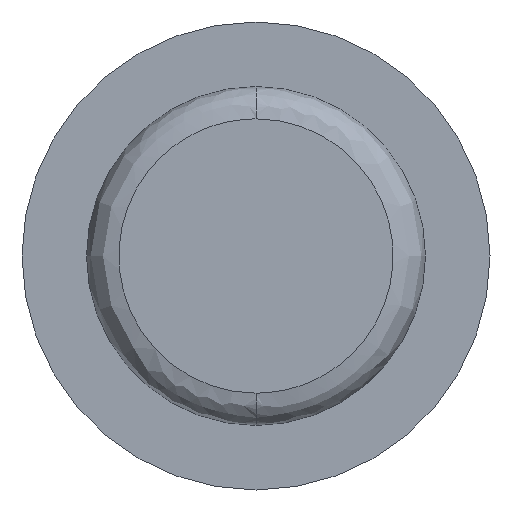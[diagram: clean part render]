
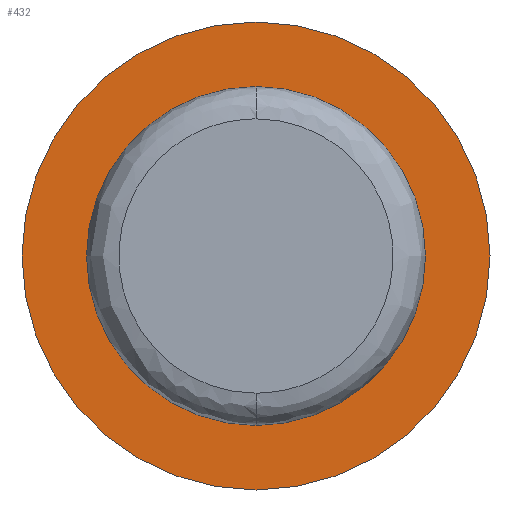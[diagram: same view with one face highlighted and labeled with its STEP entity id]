
A CAD part, front view. The second image highlights one B-rep face of the part: STEP entity #432.
In plain terms, the highlighted planar face has unit normal (0, -1, 0).
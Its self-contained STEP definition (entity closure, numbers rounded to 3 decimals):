
#7 = AXIS2_PLACEMENT_3D ( 'NONE', #66, #107, #396 ) ;
#48 = ORIENTED_EDGE ( 'NONE', *, *, #540, .F. ) ;
#51 = CARTESIAN_POINT ( 'NONE',  ( -7.25, 0., 0. ) ) ;
#64 = CARTESIAN_POINT ( 'NONE',  ( 0., 0., 0. ) ) ;
#66 = CARTESIAN_POINT ( 'NONE',  ( 0., 0., 0. ) ) ;
#73 = EDGE_CURVE ( 'NONE', #521, #382, #614, .T. ) ;
#79 = AXIS2_PLACEMENT_3D ( 'NONE', #64, #297, #216 ) ;
#87 = DIRECTION ( 'NONE',  ( 0., 1., 0. ) ) ;
#88 = CIRCLE ( 'NONE', #79, 8.994 ) ;
#93 = CARTESIAN_POINT ( 'NONE',  ( 0., 0., -14.5 ) ) ;
#107 = DIRECTION ( 'NONE',  ( 0., -1., 0. ) ) ;
#132 = AXIS2_PLACEMENT_3D ( 'NONE', #51, #393, #536 ) ;
#162 = AXIS2_PLACEMENT_3D ( 'NONE', #517, #87, #421 ) ;
#165 = CIRCLE ( 'NONE', #430, 14.5 ) ;
#198 = PLANE ( 'NONE',  #132 ) ;
#210 = FACE_OUTER_BOUND ( 'NONE', #426, .T. ) ;
#216 = DIRECTION ( 'NONE',  ( 0., 0., -1. ) ) ;
#246 = VERTEX_POINT ( 'NONE', #516 ) ;
#248 = EDGE_CURVE ( 'NONE', #388, #246, #574, .T. ) ;
#253 = CARTESIAN_POINT ( 'NONE',  ( 0., 0., 0. ) ) ;
#274 = EDGE_LOOP ( 'NONE', ( #344, #281 ) ) ;
#281 = ORIENTED_EDGE ( 'NONE', *, *, #515, .F. ) ;
#297 = DIRECTION ( 'NONE',  ( 0., -1., 0. ) ) ;
#344 = ORIENTED_EDGE ( 'NONE', *, *, #73, .F. ) ;
#353 = CARTESIAN_POINT ( 'NONE',  ( 0., 0., -8.994 ) ) ;
#382 = VERTEX_POINT ( 'NONE', #620 ) ;
#388 = VERTEX_POINT ( 'NONE', #93 ) ;
#393 = DIRECTION ( 'NONE',  ( 0., -1., 0. ) ) ;
#396 = DIRECTION ( 'NONE',  ( 0., 0., -1. ) ) ;
#421 = DIRECTION ( 'NONE',  ( 0., 0., -1. ) ) ;
#426 = EDGE_LOOP ( 'NONE', ( #600, #48 ) ) ;
#430 = AXIS2_PLACEMENT_3D ( 'NONE', #253, #496, #538 ) ;
#432 = ADVANCED_FACE ( 'NONE', ( #210, #465 ), #198, .T. ) ;
#465 = FACE_BOUND ( 'NONE', #274, .T. ) ;
#496 = DIRECTION ( 'NONE',  ( 0., 1., 0. ) ) ;
#515 = EDGE_CURVE ( 'NONE', #382, #521, #88, .T. ) ;
#516 = CARTESIAN_POINT ( 'NONE',  ( 0., 0., 14.5 ) ) ;
#517 = CARTESIAN_POINT ( 'NONE',  ( 0., 0., 0. ) ) ;
#521 = VERTEX_POINT ( 'NONE', #353 ) ;
#536 = DIRECTION ( 'NONE',  ( 0., 0., -1. ) ) ;
#538 = DIRECTION ( 'NONE',  ( 0., 0., -1. ) ) ;
#540 = EDGE_CURVE ( 'NONE', #246, #388, #165, .T. ) ;
#574 = CIRCLE ( 'NONE', #162, 14.5 ) ;
#600 = ORIENTED_EDGE ( 'NONE', *, *, #248, .F. ) ;
#614 = CIRCLE ( 'NONE', #7, 8.994 ) ;
#620 = CARTESIAN_POINT ( 'NONE',  ( 0., 0., 8.994 ) ) ;
